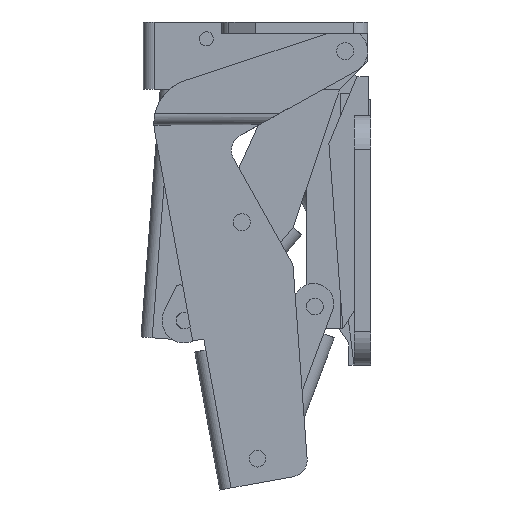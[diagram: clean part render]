
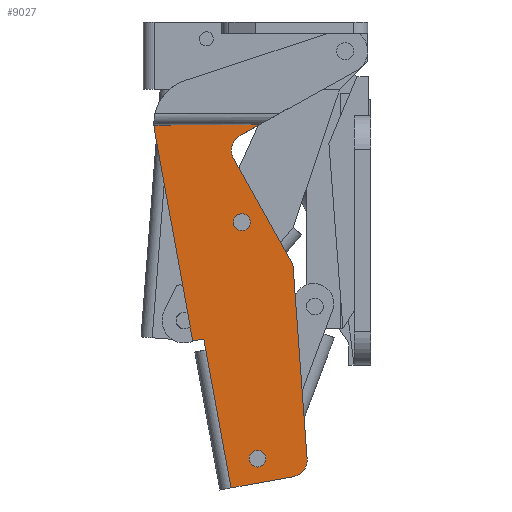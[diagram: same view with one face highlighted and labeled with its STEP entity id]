
A CAD part, left-side view. The second image highlights one B-rep face of the part: STEP entity #9027.
In plain terms, the highlighted planar face has unit normal (-1, 0, 0).
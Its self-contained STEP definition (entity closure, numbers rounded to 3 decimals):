
#8156 = EDGE_CURVE ( 'NONE', #8166, #8157, #16268, .T. ) ;
#8157 = VERTEX_POINT ( 'NONE', #16263 ) ;
#8166 = VERTEX_POINT ( 'NONE', #16233 ) ;
#8460 = EDGE_CURVE ( 'NONE', #8663, #8461, #16683, .T. ) ;
#8461 = VERTEX_POINT ( 'NONE', #16678 ) ;
#8468 = VERTEX_POINT ( 'NONE', #16631 ) ;
#8470 = EDGE_CURVE ( 'NONE', #8468, #8471, #16630, .T. ) ;
#8471 = VERTEX_POINT ( 'NONE', #16626 ) ;
#8498 = VERTEX_POINT ( 'NONE', #16913 ) ;
#8499 = VERTEX_POINT ( 'NONE', #16912 ) ;
#8507 = EDGE_CURVE ( 'NONE', #8508, #8509, #16997, .T. ) ;
#8508 = VERTEX_POINT ( 'NONE', #17064 ) ;
#8509 = VERTEX_POINT ( 'NONE', #17063 ) ;
#8514 = EDGE_LOOP ( 'NONE', ( #8515, #8526 ) ) ;
#8515 = ORIENTED_EDGE ( 'NONE', *, *, #8516, .T. ) ;
#8516 = EDGE_CURVE ( 'NONE', #8157, #8166, #17050, .T. ) ;
#8519 = EDGE_CURVE ( 'NONE', #8871, #8628, #17045, .T. ) ;
#8520 = ORIENTED_EDGE ( 'NONE', *, *, #8720, .F. ) ;
#8521 = ORIENTED_EDGE ( 'NONE', *, *, #8597, .F. ) ;
#8522 = ORIENTED_EDGE ( 'NONE', *, *, #8624, .F. ) ;
#8523 = ORIENTED_EDGE ( 'NONE', *, *, #8519, .F. ) ;
#8524 = ORIENTED_EDGE ( 'NONE', *, *, #8556, .F. ) ;
#8525 = ORIENTED_EDGE ( 'NONE', *, *, #8470, .F. ) ;
#8526 = ORIENTED_EDGE ( 'NONE', *, *, #8156, .T. ) ;
#8549 = EDGE_CURVE ( 'NONE', #8922, #8721, #16975, .T. ) ;
#8552 = ORIENTED_EDGE ( 'NONE', *, *, #8553, .F. ) ;
#8553 = EDGE_CURVE ( 'NONE', #8461, #8468, #16954, .T. ) ;
#8554 = ORIENTED_EDGE ( 'NONE', *, *, #8460, .F. ) ;
#8556 = EDGE_CURVE ( 'NONE', #8471, #8871, #16950, .T. ) ;
#8589 = EDGE_CURVE ( 'NONE', #8661, #8663, #16879, .T. ) ;
#8597 = EDGE_CURVE ( 'NONE', #8498, #8499, #16865, .T. ) ;
#8618 = EDGE_LOOP ( 'NONE', ( #8619, #8621 ) ) ;
#8619 = ORIENTED_EDGE ( 'NONE', *, *, #8620, .T. ) ;
#8620 = EDGE_CURVE ( 'NONE', #8509, #8508, #17130, .T. ) ;
#8621 = ORIENTED_EDGE ( 'NONE', *, *, #8507, .T. ) ;
#8622 = EDGE_LOOP ( 'NONE', ( #8932, #9048, #8520, #8521, #8522, #8523, #8524, #8525, #8552, #8554, #9019, #9009 ) ) ;
#8624 = EDGE_CURVE ( 'NONE', #8628, #8498, #17121, .T. ) ;
#8628 = VERTEX_POINT ( 'NONE', #17251 ) ;
#8661 = VERTEX_POINT ( 'NONE', #17269 ) ;
#8663 = VERTEX_POINT ( 'NONE', #17268 ) ;
#8720 = EDGE_CURVE ( 'NONE', #8499, #8721, #17093, .T. ) ;
#8721 = VERTEX_POINT ( 'NONE', #17089 ) ;
#8864 = EDGE_CURVE ( 'NONE', #8865, #8922, #17683, .T. ) ;
#8865 = VERTEX_POINT ( 'NONE', #17580 ) ;
#8871 = VERTEX_POINT ( 'NONE', #17628 ) ;
#8922 = VERTEX_POINT ( 'NONE', #17667 ) ;
#8932 = ORIENTED_EDGE ( 'NONE', *, *, #8864, .T. ) ;
#9009 = ORIENTED_EDGE ( 'NONE', *, *, #9020, .T. ) ;
#9019 = ORIENTED_EDGE ( 'NONE', *, *, #8589, .F. ) ;
#9020 = EDGE_CURVE ( 'NONE', #8661, #8865, #18083, .T. ) ;
#9027 = ADVANCED_FACE ( 'NONE', ( #18097, #18038, #18037 ), #18036, .F. ) ;
#9048 = ORIENTED_EDGE ( 'NONE', *, *, #8549, .T. ) ;
#16233 = CARTESIAN_POINT ( 'NONE',  ( -10.5, 15.646, -71.174 ) ) ;
#16263 = CARTESIAN_POINT ( 'NONE',  ( -10.5, 15.646, -74.174 ) ) ;
#16264 = DIRECTION ( 'NONE',  ( 0., 0., -1. ) ) ;
#16265 = DIRECTION ( 'NONE',  ( 1., 0., 0. ) ) ;
#16266 = CARTESIAN_POINT ( 'NONE',  ( -10.5, 15.646, -72.674 ) ) ;
#16267 = AXIS2_PLACEMENT_3D ( 'NONE', #16266, #16265, #16264 ) ;
#16268 = CIRCLE ( 'NONE', #16267, 1.5 ) ;
#16626 = CARTESIAN_POINT ( 'NONE',  ( -10.5, 18.769, -15.034 ) ) ;
#16627 = DIRECTION ( 'NONE',  ( 0., 0.874, -0.487 ) ) ;
#16628 = VECTOR ( 'NONE', #16627, 1000. ) ;
#16629 = CARTESIAN_POINT ( 'NONE',  ( -10.5, 18.769, -15.034 ) ) ;
#16630 = LINE ( 'NONE', #16629, #16628 ) ;
#16631 = CARTESIAN_POINT ( 'NONE',  ( -10.5, 15.267, -13.083 ) ) ;
#16678 = CARTESIAN_POINT ( 'NONE',  ( -10.5, 34.114, -13.185 ) ) ;
#16679 = DIRECTION ( 'NONE',  ( 0., 0., -1. ) ) ;
#16680 = DIRECTION ( 'NONE',  ( 1., 0., 0. ) ) ;
#16681 = CARTESIAN_POINT ( 'NONE',  ( -10.5, 26.121, -12.857 ) ) ;
#16682 = AXIS2_PLACEMENT_3D ( 'NONE', #16681, #16680, #16679 ) ;
#16683 = CIRCLE ( 'NONE', #16682, 8. ) ;
#16861 = DIRECTION ( 'NONE',  ( 0., 0., -1. ) ) ;
#16862 = DIRECTION ( 'NONE',  ( 1., 0., 0. ) ) ;
#16863 = CARTESIAN_POINT ( 'NONE',  ( -10.5, 9.8, -72.932 ) ) ;
#16864 = AXIS2_PLACEMENT_3D ( 'NONE', #16863, #16862, #16861 ) ;
#16865 = CIRCLE ( 'NONE', #16864, 3. ) ;
#16876 = DIRECTION ( 'NONE',  ( 0., 0.179, 0.984 ) ) ;
#16877 = VECTOR ( 'NONE', #16876, 1000. ) ;
#16878 = CARTESIAN_POINT ( 'NONE',  ( -10.5, 33.991, -14.289 ) ) ;
#16879 = LINE ( 'NONE', #16878, #16877 ) ;
#16912 = CARTESIAN_POINT ( 'NONE',  ( -10.5, 9.263, -75.883 ) ) ;
#16913 = CARTESIAN_POINT ( 'NONE',  ( -10.5, 6.808, -72.713 ) ) ;
#16946 = DIRECTION ( 'NONE',  ( 0., 0., -1. ) ) ;
#16947 = DIRECTION ( 'NONE',  ( -1., 0., 0. ) ) ;
#16948 = CARTESIAN_POINT ( 'NONE',  ( -10.5, 17.309, -17.655 ) ) ;
#16949 = AXIS2_PLACEMENT_3D ( 'NONE', #16948, #16947, #16946 ) ;
#16950 = CIRCLE ( 'NONE', #16949, 3. ) ;
#16951 = DIRECTION ( 'NONE',  ( 0., -1., 0.005 ) ) ;
#16952 = VECTOR ( 'NONE', #16951, 1000. ) ;
#16953 = CARTESIAN_POINT ( 'NONE',  ( -10.5, 10.124, -13.055 ) ) ;
#16954 = LINE ( 'NONE', #16953, #16952 ) ;
#16972 = DIRECTION ( 'NONE',  ( 0., -0.179, -0.984 ) ) ;
#16973 = VECTOR ( 'NONE', #16972, 1000. ) ;
#16974 = CARTESIAN_POINT ( 'NONE',  ( -10.5, 20.922, -74.955 ) ) ;
#16975 = LINE ( 'NONE', #16974, #16973 ) ;
#16995 = DIRECTION ( 'NONE',  ( 1., 0., 0. ) ) ;
#16996 = AXIS2_PLACEMENT_3D ( 'NONE', #17069, #16995, #17065 ) ;
#16997 = CIRCLE ( 'NONE', #16996, 1.5 ) ;
#17042 = DIRECTION ( 'NONE',  ( 0., -0.488, -0.873 ) ) ;
#17043 = VECTOR ( 'NONE', #17042, 1000. ) ;
#17044 = CARTESIAN_POINT ( 'NONE',  ( -10.5, 19.929, -19.117 ) ) ;
#17045 = LINE ( 'NONE', #17044, #17043 ) ;
#17046 = DIRECTION ( 'NONE',  ( 0., 0., -1. ) ) ;
#17047 = DIRECTION ( 'NONE',  ( 1., 0., 0. ) ) ;
#17048 = CARTESIAN_POINT ( 'NONE',  ( -10.5, 15.646, -72.674 ) ) ;
#17049 = AXIS2_PLACEMENT_3D ( 'NONE', #17048, #17047, #17046 ) ;
#17050 = CIRCLE ( 'NONE', #17049, 1.5 ) ;
#17063 = CARTESIAN_POINT ( 'NONE',  ( -10.5, 18.44, -31.993 ) ) ;
#17064 = CARTESIAN_POINT ( 'NONE',  ( -10.5, 18.44, -28.993 ) ) ;
#17065 = DIRECTION ( 'NONE',  ( 0., 0., -1. ) ) ;
#17069 = CARTESIAN_POINT ( 'NONE',  ( -10.5, 18.44, -30.493 ) ) ;
#17078 = CARTESIAN_POINT ( 'NONE',  ( -10.5, 18.44, -30.493 ) ) ;
#17089 = CARTESIAN_POINT ( 'NONE',  ( -10.5, 20.385, -77.907 ) ) ;
#17090 = DIRECTION ( 'NONE',  ( 0., 0.984, -0.179 ) ) ;
#17091 = VECTOR ( 'NONE', #17090, 1000. ) ;
#17092 = CARTESIAN_POINT ( 'NONE',  ( -10.5, 9.263, -75.883 ) ) ;
#17093 = LINE ( 'NONE', #17092, #17091 ) ;
#17121 = LINE ( 'NONE', #17293, #17292 ) ;
#17127 = DIRECTION ( 'NONE',  ( 0., 0., -1. ) ) ;
#17128 = DIRECTION ( 'NONE',  ( 1., 0., 0. ) ) ;
#17129 = AXIS2_PLACEMENT_3D ( 'NONE', #17078, #17128, #17127 ) ;
#17130 = CIRCLE ( 'NONE', #17129, 1.5 ) ;
#17251 = CARTESIAN_POINT ( 'NONE',  ( -10.5, 9.334, -38.086 ) ) ;
#17268 = CARTESIAN_POINT ( 'NONE',  ( -10.5, 33.991, -14.289 ) ) ;
#17269 = CARTESIAN_POINT ( 'NONE',  ( -10.5, 27.186, -51.7 ) ) ;
#17291 = DIRECTION ( 'NONE',  ( 0., -0.073, -0.997 ) ) ;
#17292 = VECTOR ( 'NONE', #17291, 1000. ) ;
#17293 = CARTESIAN_POINT ( 'NONE',  ( -10.5, 9.334, -38.086 ) ) ;
#17580 = CARTESIAN_POINT ( 'NONE',  ( -10.5, 25.218, -51.343 ) ) ;
#17628 = CARTESIAN_POINT ( 'NONE',  ( -10.5, 19.929, -19.117 ) ) ;
#17667 = CARTESIAN_POINT ( 'NONE',  ( -10.5, 24.86, -53.31 ) ) ;
#17680 = DIRECTION ( 'NONE',  ( 0., -0.179, -0.984 ) ) ;
#17681 = VECTOR ( 'NONE', #17680, 1000. ) ;
#17682 = CARTESIAN_POINT ( 'NONE',  ( -10.5, 20.922, -74.955 ) ) ;
#17683 = LINE ( 'NONE', #17682, #17681 ) ;
#18032 = DIRECTION ( 'NONE',  ( 0., 0., -1. ) ) ;
#18033 = DIRECTION ( 'NONE',  ( 1., 0., 0. ) ) ;
#18034 = CARTESIAN_POINT ( 'NONE',  ( -10.5, 9.8, -72.932 ) ) ;
#18035 = AXIS2_PLACEMENT_3D ( 'NONE', #18034, #18033, #18032 ) ;
#18036 = PLANE ( 'NONE',  #18035 ) ;
#18037 = FACE_OUTER_BOUND ( 'NONE', #8622, .T. ) ;
#18038 = FACE_BOUND ( 'NONE', #8618, .T. ) ;
#18080 = DIRECTION ( 'NONE',  ( 0., -0.984, 0.179 ) ) ;
#18081 = VECTOR ( 'NONE', #18080, 1000. ) ;
#18082 = CARTESIAN_POINT ( 'NONE',  ( -10.5, 14.095, -49.319 ) ) ;
#18083 = LINE ( 'NONE', #18082, #18081 ) ;
#18097 = FACE_BOUND ( 'NONE', #8514, .T. ) ;
